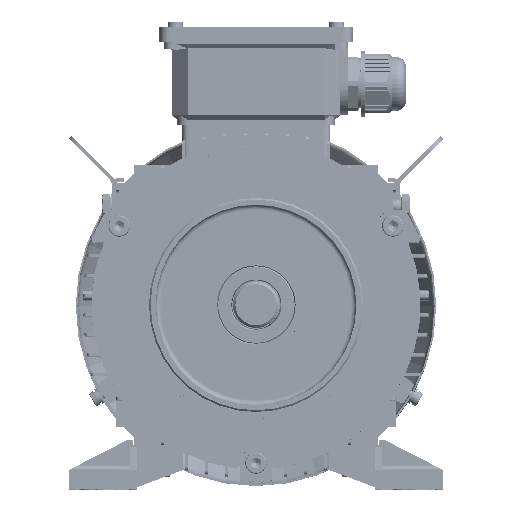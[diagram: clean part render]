
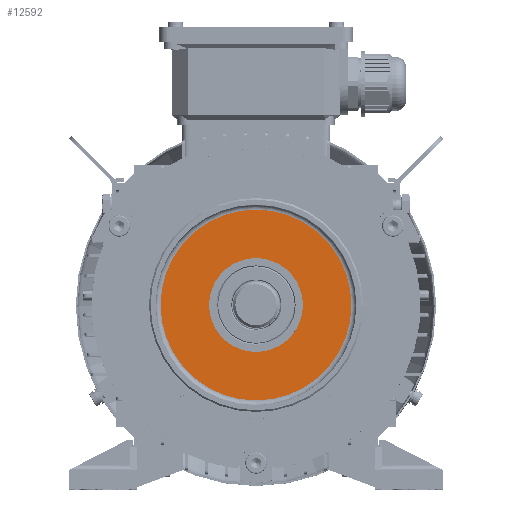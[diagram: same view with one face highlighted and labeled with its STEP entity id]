
A CAD part, top view. The second image highlights one B-rep face of the part: STEP entity #12592.
In plain terms, the highlighted planar face has unit normal (0, 0, 1).
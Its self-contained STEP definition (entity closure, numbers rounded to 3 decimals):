
#12592=ADVANCED_FACE('',(#22024,#22025),#15882,.F.);
#15882=PLANE('',#100727);
#20189=CIRCLE('',#100724,58.);
#20190=CIRCLE('',#100726,28.5);
#22024=FACE_BOUND('',#26835,.T.);
#22025=FACE_BOUND('',#26836,.T.);
#26835=EDGE_LOOP('',(#47697));
#26836=EDGE_LOOP('',(#47698));
#47697=ORIENTED_EDGE('',*,*,#74169,.F.);
#47698=ORIENTED_EDGE('',*,*,#74168,.T.);
#61962=VERTEX_POINT('',#156379);
#61963=VERTEX_POINT('',#156382);
#74168=EDGE_CURVE('',#61962,#61962,#20189,.T.);
#74169=EDGE_CURVE('',#61963,#61963,#20190,.T.);
#100724=AXIS2_PLACEMENT_3D('',#156378,#121826,#121827);
#100726=AXIS2_PLACEMENT_3D('',#156381,#121830,#121831);
#100727=AXIS2_PLACEMENT_3D('',#156383,#121832,#121833);
#121826=DIRECTION('',(0.,0.,1.));
#121827=DIRECTION('',(1.,0.,0.));
#121830=DIRECTION('',(0.,0.,1.));
#121831=DIRECTION('',(1.,0.,0.));
#121832=DIRECTION('',(0.,0.,-1.));
#121833=DIRECTION('',(-1.,0.,0.));
#156378=CARTESIAN_POINT('',(0.,0.,239.));
#156379=CARTESIAN_POINT('',(58.,0.,239.));
#156381=CARTESIAN_POINT('',(0.,0.,239.));
#156382=CARTESIAN_POINT('',(28.5,0.,239.));
#156383=CARTESIAN_POINT('',(0.,58.,239.));
